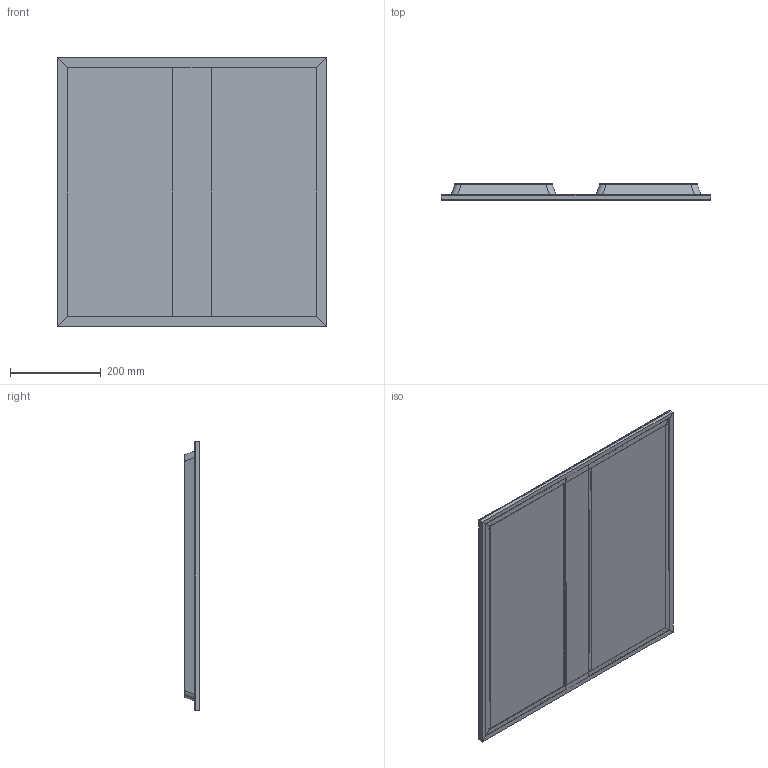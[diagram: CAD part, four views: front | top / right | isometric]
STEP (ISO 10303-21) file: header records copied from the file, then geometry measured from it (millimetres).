
FILE_DESCRIPTION (( 'STEP AP214' ), '1' );
FILE_NAME ('PL_PROT 600.STEP', '2023-08-07T10:51:29', ( '' ), ( '' ), 'SwSTEP 2.0', 'SolidWorks 2022', '' );
FILE_SCHEMA (( 'AUTOMOTIVE_DESIGN' ));
Length unit declared in the file: millimetre
Products named in the file (1): PL_PROT 600
Bounding box: 595.01 x 34.78 x 595.01 mm (x, y, z)
Volume: 996128.6 mm3; surface area: 1598694.8 mm2
Topology: 9 solids, 9 shells, 148 faces, 392 edges, 268 vertices
Faces by surface type: plane 116, cylinder 32
Entity records: 6282 total; most frequent: CARTESIAN_POINT 1001, ORIENTED_EDGE 784, DIRECTION 642, EDGE_CURVE 392, LINE 312, VECTOR 312, VERTEX_POINT 268, AXIS2_PLACEMENT_3D 165
